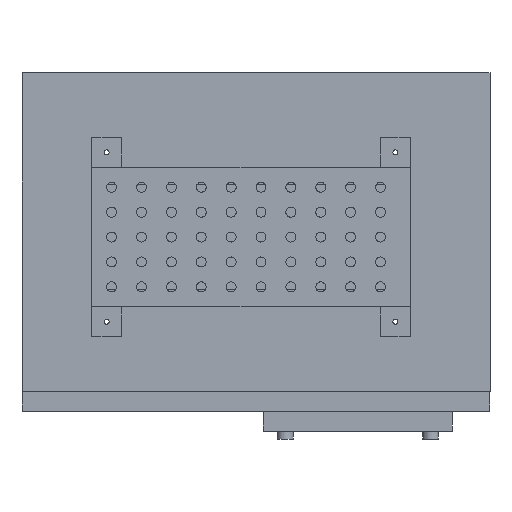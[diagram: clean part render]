
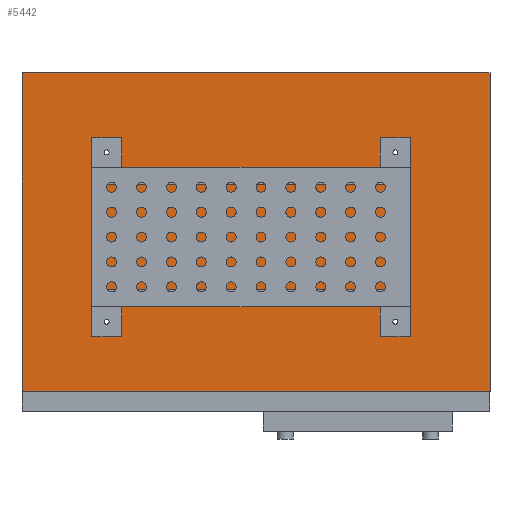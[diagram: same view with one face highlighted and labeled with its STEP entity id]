
A CAD part, left-side view. The second image highlights one B-rep face of the part: STEP entity #5442.
In plain terms, the highlighted planar face has unit normal (-1, 0, 0).
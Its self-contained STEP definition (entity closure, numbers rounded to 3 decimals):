
#191=FACE_BOUND('',#1104,.T.);
#192=FACE_BOUND('',#1105,.T.);
#193=FACE_BOUND('',#1106,.T.);
#194=FACE_BOUND('',#1107,.T.);
#380=PLANE('',#6072);
#665=FACE_OUTER_BOUND('',#1103,.T.);
#1103=EDGE_LOOP('',(#4924,#4925,#4926,#4927));
#1104=EDGE_LOOP('',(#4928));
#1105=EDGE_LOOP('',(#4929));
#1106=EDGE_LOOP('',(#4930));
#1107=EDGE_LOOP('',(#4931));
#1565=LINE('',#9195,#1995);
#1570=LINE('',#9206,#2000);
#1573=LINE('',#9212,#2003);
#1574=LINE('',#9213,#2004);
#1995=VECTOR('',#7656,10.);
#2000=VECTOR('',#7663,10.);
#2003=VECTOR('',#7668,10.);
#2004=VECTOR('',#7669,10.);
#2298=CIRCLE('',#6034,1.25);
#2302=CIRCLE('',#6040,1.25);
#2306=CIRCLE('',#6046,1.25);
#2310=CIRCLE('',#6052,1.25);
#2753=VERTEX_POINT('',#9098);
#2757=VERTEX_POINT('',#9110);
#2761=VERTEX_POINT('',#9122);
#2765=VERTEX_POINT('',#9134);
#2783=VERTEX_POINT('',#9188);
#2786=VERTEX_POINT('',#9193);
#2791=VERTEX_POINT('',#9205);
#2793=VERTEX_POINT('',#9211);
#3464=EDGE_CURVE('',#2753,#2753,#2298,.T.);
#3470=EDGE_CURVE('',#2757,#2757,#2302,.T.);
#3476=EDGE_CURVE('',#2761,#2761,#2306,.T.);
#3482=EDGE_CURVE('',#2765,#2765,#2310,.T.);
#3512=EDGE_CURVE('',#2786,#2783,#1565,.T.);
#3517=EDGE_CURVE('',#2783,#2791,#1570,.T.);
#3520=EDGE_CURVE('',#2786,#2793,#1573,.T.);
#3521=EDGE_CURVE('',#2791,#2793,#1574,.T.);
#4924=ORIENTED_EDGE('',*,*,#3512,.F.);
#4925=ORIENTED_EDGE('',*,*,#3520,.T.);
#4926=ORIENTED_EDGE('',*,*,#3521,.F.);
#4927=ORIENTED_EDGE('',*,*,#3517,.F.);
#4928=ORIENTED_EDGE('',*,*,#3464,.T.);
#4929=ORIENTED_EDGE('',*,*,#3470,.T.);
#4930=ORIENTED_EDGE('',*,*,#3476,.T.);
#4931=ORIENTED_EDGE('',*,*,#3482,.T.);
#5442=ADVANCED_FACE('',(#665,#191,#192,#193,#194),#380,.T.);
#6034=AXIS2_PLACEMENT_3D('',#9099,#7556,#7557);
#6040=AXIS2_PLACEMENT_3D('',#9111,#7570,#7571);
#6046=AXIS2_PLACEMENT_3D('',#9123,#7584,#7585);
#6052=AXIS2_PLACEMENT_3D('',#9135,#7598,#7599);
#6072=AXIS2_PLACEMENT_3D('',#9210,#7666,#7667);
#7556=DIRECTION('center_axis',(1.,0.,0.));
#7557=DIRECTION('ref_axis',(0.,-1.,0.));
#7570=DIRECTION('center_axis',(1.,0.,0.));
#7571=DIRECTION('ref_axis',(0.,-1.,0.));
#7584=DIRECTION('center_axis',(1.,0.,0.));
#7585=DIRECTION('ref_axis',(0.,-1.,0.));
#7598=DIRECTION('center_axis',(1.,0.,0.));
#7599=DIRECTION('ref_axis',(0.,-1.,0.));
#7656=DIRECTION('',(0.,1.,0.));
#7663=DIRECTION('',(0.,0.,1.));
#7666=DIRECTION('center_axis',(-1.,0.,0.));
#7667=DIRECTION('ref_axis',(0.,-1.,0.));
#7668=DIRECTION('',(0.,0.,1.));
#7669=DIRECTION('',(0.,-1.,0.));
#9098=CARTESIAN_POINT('',(449.,-68.75,35.));
#9099=CARTESIAN_POINT('Origin',(449.,-70.,35.));
#9110=CARTESIAN_POINT('',(449.,76.25,35.));
#9111=CARTESIAN_POINT('Origin',(449.,75.,35.));
#9122=CARTESIAN_POINT('',(449.,-68.75,120.));
#9123=CARTESIAN_POINT('Origin',(449.,-70.,120.));
#9134=CARTESIAN_POINT('',(449.,76.25,120.));
#9135=CARTESIAN_POINT('Origin',(449.,75.,120.));
#9188=CARTESIAN_POINT('',(449.,117.5,0.));
#9193=CARTESIAN_POINT('',(449.,-117.5,0.));
#9195=CARTESIAN_POINT('',(449.,-117.5,0.));
#9205=CARTESIAN_POINT('',(449.,117.5,160.));
#9206=CARTESIAN_POINT('',(449.,117.5,0.));
#9210=CARTESIAN_POINT('Origin',(449.,117.5,0.));
#9211=CARTESIAN_POINT('',(449.,-117.5,160.));
#9212=CARTESIAN_POINT('',(449.,-117.5,0.));
#9213=CARTESIAN_POINT('',(449.,-117.5,160.));
